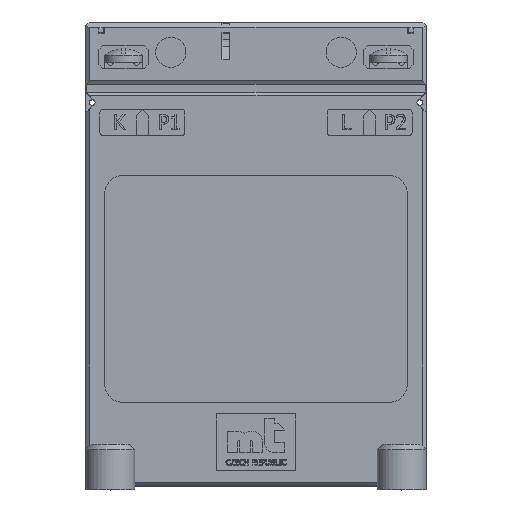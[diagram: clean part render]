
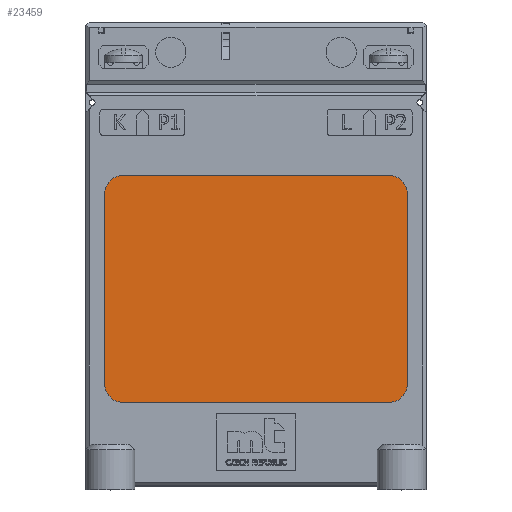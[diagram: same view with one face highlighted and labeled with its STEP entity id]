
A CAD part, top view. The second image highlights one B-rep face of the part: STEP entity #23459.
In plain terms, the highlighted face is planar.
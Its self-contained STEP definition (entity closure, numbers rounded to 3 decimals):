
#1499=CIRCLE('',#24944,5.);
#1500=CIRCLE('',#24947,5.);
#1501=CIRCLE('',#24950,5.);
#1502=CIRCLE('',#24953,5.);
#2169=FACE_OUTER_BOUND('',#3477,.T.);
#3477=EDGE_LOOP('',(#17569,#17570,#17571,#17572,#17573,#17574,#17575,#17576));
#5324=LINE('',#34918,#7865);
#5327=LINE('',#34926,#7868);
#5330=LINE('',#34934,#7871);
#5332=LINE('',#34940,#7873);
#7865=VECTOR('',#27496,10.);
#7868=VECTOR('',#27505,10.);
#7871=VECTOR('',#27514,10.);
#7873=VECTOR('',#27522,10.);
#10313=VERTEX_POINT('',#34910);
#10314=VERTEX_POINT('',#34912);
#10315=VERTEX_POINT('',#34916);
#10316=VERTEX_POINT('',#34920);
#10317=VERTEX_POINT('',#34924);
#10318=VERTEX_POINT('',#34928);
#10319=VERTEX_POINT('',#34932);
#10320=VERTEX_POINT('',#34936);
#12988=EDGE_CURVE('',#10313,#10314,#1499,.T.);
#12991=EDGE_CURVE('',#10315,#10313,#5324,.T.);
#12993=EDGE_CURVE('',#10316,#10315,#1500,.T.);
#12995=EDGE_CURVE('',#10317,#10316,#5327,.T.);
#12997=EDGE_CURVE('',#10318,#10317,#1501,.T.);
#12999=EDGE_CURVE('',#10319,#10318,#5330,.T.);
#13001=EDGE_CURVE('',#10320,#10319,#1502,.T.);
#13002=EDGE_CURVE('',#10314,#10320,#5332,.T.);
#17569=ORIENTED_EDGE('',*,*,#13002,.F.);
#17570=ORIENTED_EDGE('',*,*,#12988,.F.);
#17571=ORIENTED_EDGE('',*,*,#12991,.F.);
#17572=ORIENTED_EDGE('',*,*,#12993,.F.);
#17573=ORIENTED_EDGE('',*,*,#12995,.F.);
#17574=ORIENTED_EDGE('',*,*,#12997,.F.);
#17575=ORIENTED_EDGE('',*,*,#12999,.F.);
#17576=ORIENTED_EDGE('',*,*,#13001,.F.);
#22506=PLANE('',#24955);
#23459=ADVANCED_FACE('',(#2169),#22506,.T.);
#24944=AXIS2_PLACEMENT_3D('',#34913,#27490,#27491);
#24947=AXIS2_PLACEMENT_3D('',#34922,#27500,#27501);
#24950=AXIS2_PLACEMENT_3D('',#34930,#27509,#27510);
#24953=AXIS2_PLACEMENT_3D('',#34938,#27518,#27519);
#24955=AXIS2_PLACEMENT_3D('',#34941,#27523,#27524);
#27490=DIRECTION('center_axis',(0.,0.,1.));
#27491=DIRECTION('ref_axis',(0.,-1.,0.));
#27496=DIRECTION('',(0.,-1.,0.));
#27500=DIRECTION('center_axis',(0.,0.,1.));
#27501=DIRECTION('ref_axis',(-1.,0.,0.));
#27505=DIRECTION('',(-1.,0.,0.));
#27509=DIRECTION('center_axis',(0.,0.,1.));
#27510=DIRECTION('ref_axis',(0.,1.,0.));
#27514=DIRECTION('',(0.,1.,0.));
#27518=DIRECTION('center_axis',(0.,0.,1.));
#27519=DIRECTION('ref_axis',(1.,0.,0.));
#27522=DIRECTION('',(1.,0.,0.));
#27523=DIRECTION('center_axis',(0.,0.,-1.));
#27524=DIRECTION('ref_axis',(-1.,0.,0.));
#34910=CARTESIAN_POINT('',(-40.,27.,0.1));
#34912=CARTESIAN_POINT('',(-35.,22.,0.1));
#34913=CARTESIAN_POINT('Origin',(-35.,27.,0.1));
#34916=CARTESIAN_POINT('',(-40.,77.,0.1));
#34918=CARTESIAN_POINT('',(-40.,27.,0.1));
#34920=CARTESIAN_POINT('',(-35.,82.,0.1));
#34922=CARTESIAN_POINT('Origin',(-35.,77.,0.1));
#34924=CARTESIAN_POINT('',(35.,82.,0.1));
#34926=CARTESIAN_POINT('',(-35.,82.,0.1));
#34928=CARTESIAN_POINT('',(40.,77.,0.1));
#34930=CARTESIAN_POINT('Origin',(35.,77.,0.1));
#34932=CARTESIAN_POINT('',(40.,27.,0.1));
#34934=CARTESIAN_POINT('',(40.,77.,0.1));
#34936=CARTESIAN_POINT('',(35.,22.,0.1));
#34938=CARTESIAN_POINT('Origin',(35.,27.,0.1));
#34940=CARTESIAN_POINT('',(35.,22.,0.1));
#34941=CARTESIAN_POINT('Origin',(0.,52.,0.1));
